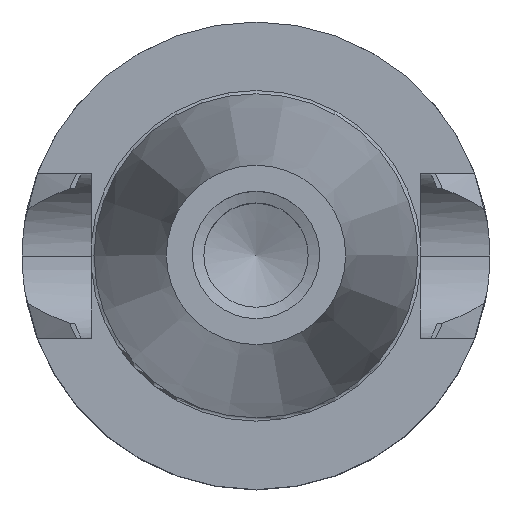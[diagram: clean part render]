
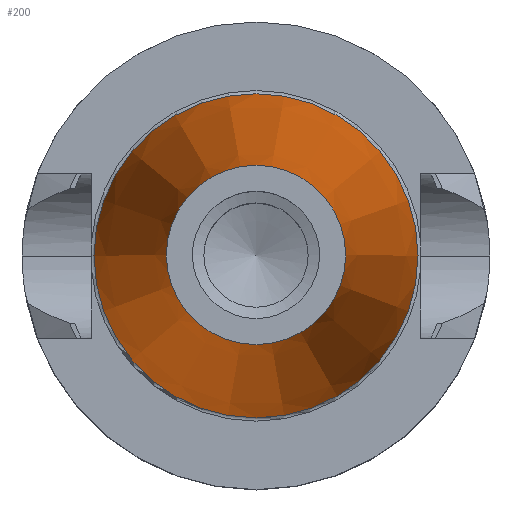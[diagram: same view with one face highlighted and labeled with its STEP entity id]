
A CAD part, top view. The second image highlights one B-rep face of the part: STEP entity #200.
In plain terms, the highlighted conical face has half-angle 8.298 degrees and reference radius 8.816 mm.
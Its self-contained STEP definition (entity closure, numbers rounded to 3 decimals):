
#200=ADVANCED_FACE('',(#264,#265),#236,.T.);
#236=CONICAL_SURFACE('',#810,8.816,8.298);
#264=FACE_BOUND('',#307,.T.);
#265=FACE_BOUND('',#308,.T.);
#307=EDGE_LOOP('',(#399));
#308=EDGE_LOOP('',(#400));
#399=ORIENTED_EDGE('',*,*,#654,.T.);
#400=ORIENTED_EDGE('',*,*,#652,.F.);
#577=VERTEX_POINT('',#1187);
#579=VERTEX_POINT('',#1194);
#652=EDGE_CURVE('',#577,#577,#731,.T.);
#654=EDGE_CURVE('',#579,#579,#733,.T.);
#731=CIRCLE('',#803,15.933);
#733=CIRCLE('',#808,8.816);
#803=AXIS2_PLACEMENT_3D('',#1186,#939,#940);
#808=AXIS2_PLACEMENT_3D('',#1193,#949,#950);
#810=AXIS2_PLACEMENT_3D('',#1196,#953,#954);
#939=DIRECTION('',(0.,0.,-1.));
#940=DIRECTION('',(-1.,0.,0.));
#949=DIRECTION('',(0.,0.,-1.));
#950=DIRECTION('',(-1.,0.,0.));
#953=DIRECTION('',(0.,0.,-1.));
#954=DIRECTION('',(-1.,0.,0.));
#1186=CARTESIAN_POINT('',(0.,0.,-0.4));
#1187=CARTESIAN_POINT('',(-15.933,0.,-0.4));
#1193=CARTESIAN_POINT('',(0.,0.,48.4));
#1194=CARTESIAN_POINT('',(-8.816,0.,48.4));
#1196=CARTESIAN_POINT('',(0.,0.,48.4));
